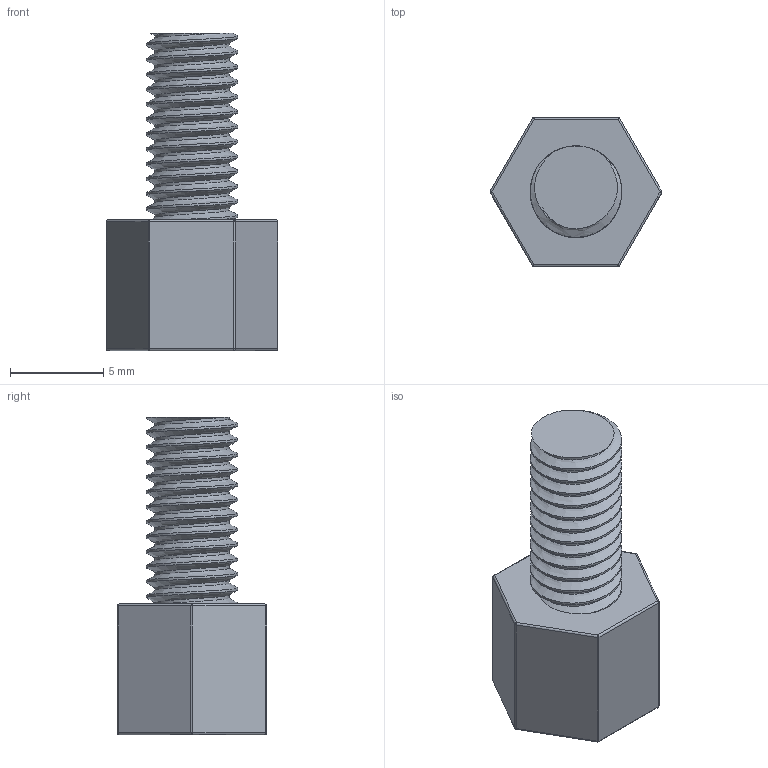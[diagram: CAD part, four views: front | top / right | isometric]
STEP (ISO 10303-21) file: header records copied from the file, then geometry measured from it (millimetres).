
FILE_DESCRIPTION(/* description */ (''),/* implementation_level */ '2;1');
FILE_NAME(/* name */ 'Screw M5.step',/* time_stamp */ '2024-09-20T11:27:43+02:00',/* author */ (''),/* organization */ (''),/* preprocessor_version */ 'ST-DEVELOPER v20',/* originating_system */ 'Autodesk Translation Framework v13.14.0.145',/* authorisation */ '');
FILE_SCHEMA (('AUTOMOTIVE_DESIGN { 1 0 10303 214 3 1 1 }'));
Length unit declared in the file: millimetre
Products named in the file (1): Screw M5
Bounding box: 9.21 x 8 x 17 mm (x, y, z)
Volume: 450.7 mm3; surface area: 664 mm2
Topology: 1 solids, 1 shells, 87 faces, 213 edges, 130 vertices
Faces by surface type: cylinder 61, sphere 12, plane 10, bspline 4
Full cylindrical faces by diameter (mm): 3.99 x3, 4.234 x4, 4.901 x8, 5.12 x3
Entity records: 5331 total; most frequent: CARTESIAN_POINT 3416, ORIENTED_EDGE 426, DIRECTION 333, EDGE_CURVE 213, VERTEX_POINT 130, AXIS2_PLACEMENT_3D 129, B_SPLINE_CURVE_WITH_KNOTS 93, EDGE_LOOP 89
